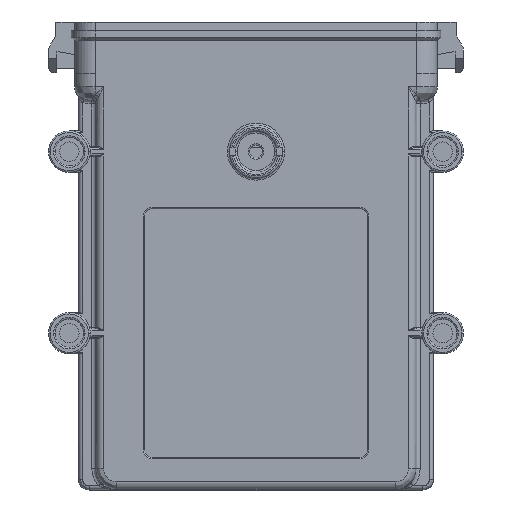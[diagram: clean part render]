
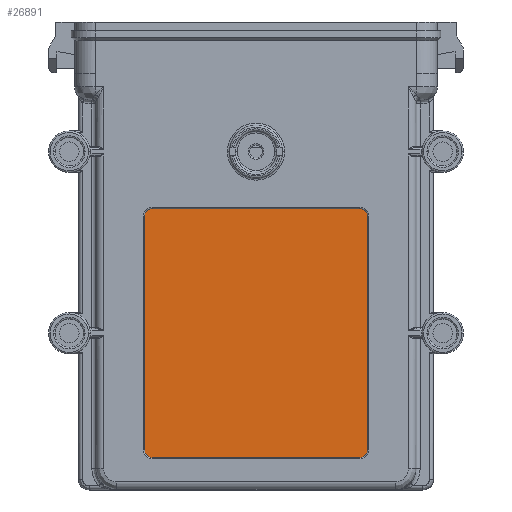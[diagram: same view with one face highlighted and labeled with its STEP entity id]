
A CAD part, front view. The second image highlights one B-rep face of the part: STEP entity #26891.
In plain terms, the highlighted planar face has unit normal (0, -1, 0).
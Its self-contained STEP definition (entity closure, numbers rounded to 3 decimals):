
#9818=DIRECTION('',(0.,0.,-1.));
#9819=VECTOR('',#9818,90.);
#9820=CARTESIAN_POINT('',(-43.,-24.45,-75.));
#9821=LINE('',#9820,#9819);
#9822=CARTESIAN_POINT('',(-40.,-24.45,-75.));
#9823=DIRECTION('',(0.,-1.,0.));
#9824=DIRECTION('',(0.,0.,1.));
#9825=AXIS2_PLACEMENT_3D('',#9822,#9823,#9824);
#9827=DIRECTION('',(-1.,0.,0.));
#9828=VECTOR('',#9827,80.);
#9829=CARTESIAN_POINT('',(40.,-24.45,-72.));
#9830=LINE('',#9829,#9828);
#9831=CARTESIAN_POINT('',(40.,-24.45,-75.));
#9832=DIRECTION('',(0.,-1.,0.));
#9833=DIRECTION('',(1.,0.,0.));
#9834=AXIS2_PLACEMENT_3D('',#9831,#9832,#9833);
#9836=DIRECTION('',(0.,0.,1.));
#9837=VECTOR('',#9836,90.);
#9838=CARTESIAN_POINT('',(43.,-24.45,-165.));
#9839=LINE('',#9838,#9837);
#9840=CARTESIAN_POINT('',(40.,-24.45,-165.));
#9841=DIRECTION('',(0.,-1.,0.));
#9842=DIRECTION('',(0.,0.,-1.));
#9843=AXIS2_PLACEMENT_3D('',#9840,#9841,#9842);
#9845=DIRECTION('',(1.,0.,0.));
#9846=VECTOR('',#9845,80.);
#9847=CARTESIAN_POINT('',(-40.,-24.45,-168.));
#9848=LINE('',#9847,#9846);
#9849=CARTESIAN_POINT('',(-40.,-24.45,-165.));
#9850=DIRECTION('',(0.,-1.,0.));
#9851=DIRECTION('',(-1.,0.,0.));
#9852=AXIS2_PLACEMENT_3D('',#9849,#9850,#9851);
#10760=CARTESIAN_POINT('',(-43.,-24.45,-75.));
#10761=CARTESIAN_POINT('',(-43.,-24.45,-165.));
#10762=VERTEX_POINT('',#10760);
#10763=VERTEX_POINT('',#10761);
#10764=CARTESIAN_POINT('',(-40.,-24.45,-168.));
#10765=VERTEX_POINT('',#10764);
#10766=CARTESIAN_POINT('',(40.,-24.45,-168.));
#10767=VERTEX_POINT('',#10766);
#10768=CARTESIAN_POINT('',(43.,-24.45,-165.));
#10769=VERTEX_POINT('',#10768);
#10770=CARTESIAN_POINT('',(43.,-24.45,-75.));
#10771=VERTEX_POINT('',#10770);
#10772=CARTESIAN_POINT('',(40.,-24.45,-72.));
#10773=VERTEX_POINT('',#10772);
#10774=CARTESIAN_POINT('',(-40.,-24.45,-72.));
#10775=VERTEX_POINT('',#10774);
#26876=CARTESIAN_POINT('',(0.,-24.45,0.));
#26877=DIRECTION('',(0.,-1.,0.));
#26878=DIRECTION('',(1.,0.,0.));
#26879=AXIS2_PLACEMENT_3D('',#26876,#26877,#26878);
#26880=PLANE('',#26879);
#26881=ORIENTED_EDGE('',*,*,#26857,.F.);
#26882=ORIENTED_EDGE('',*,*,#26870,.F.);
#26883=ORIENTED_EDGE('',*,*,#26772,.F.);
#26884=ORIENTED_EDGE('',*,*,#26787,.F.);
#26885=ORIENTED_EDGE('',*,*,#26801,.F.);
#26886=ORIENTED_EDGE('',*,*,#26815,.F.);
#26887=ORIENTED_EDGE('',*,*,#26829,.F.);
#26888=ORIENTED_EDGE('',*,*,#26843,.F.);
#26889=EDGE_LOOP('',(#26881,#26882,#26883,#26884,#26885,#26886,#26887,#26888));
#26890=FACE_OUTER_BOUND('',#26889,.F.);
#9826=CIRCLE('',#9825,3.);
#9835=CIRCLE('',#9834,3.);
#9844=CIRCLE('',#9843,3.);
#9853=CIRCLE('',#9852,3.);
#26772=EDGE_CURVE('',#10773,#10775,#9830,.T.);
#26787=EDGE_CURVE('',#10771,#10773,#9835,.T.);
#26801=EDGE_CURVE('',#10769,#10771,#9839,.T.);
#26815=EDGE_CURVE('',#10767,#10769,#9844,.T.);
#26829=EDGE_CURVE('',#10765,#10767,#9848,.T.);
#26843=EDGE_CURVE('',#10763,#10765,#9853,.T.);
#26857=EDGE_CURVE('',#10762,#10763,#9821,.T.);
#26870=EDGE_CURVE('',#10775,#10762,#9826,.T.);
#26891=ADVANCED_FACE('',(#26890),#26880,.T.);
